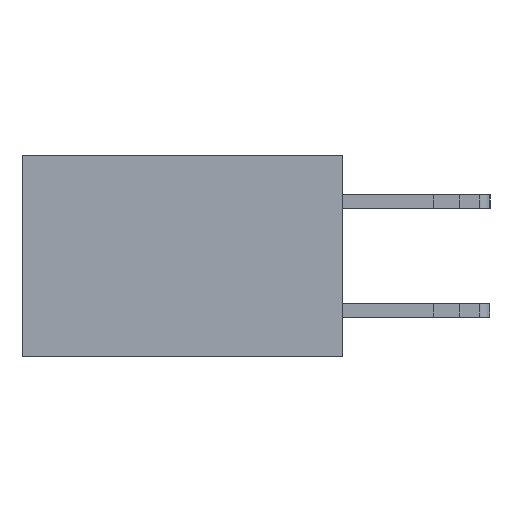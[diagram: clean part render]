
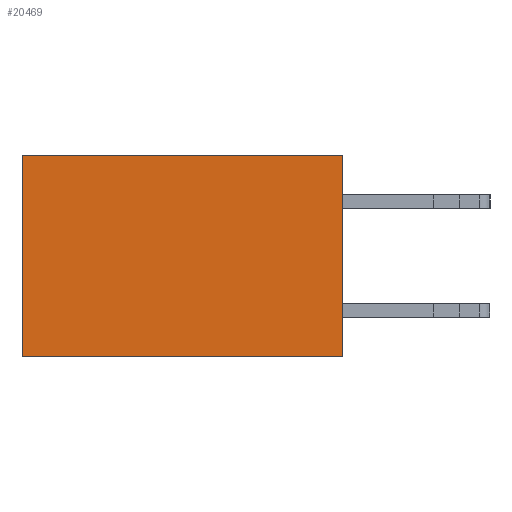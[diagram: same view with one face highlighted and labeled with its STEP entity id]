
A CAD part, left-side view. The second image highlights one B-rep face of the part: STEP entity #20469.
In plain terms, the highlighted planar face has unit normal (-1, 0, 0).
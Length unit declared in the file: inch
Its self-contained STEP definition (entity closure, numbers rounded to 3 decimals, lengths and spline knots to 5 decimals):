
#1104 = DIRECTION ( 'NONE',  ( 1., 0., 0. ) ) ;
#2327 = VERTEX_POINT ( 'NONE', #20834 ) ;
#2642 = DIRECTION ( 'NONE',  ( 0., 0., -1. ) ) ;
#3148 = LINE ( 'NONE', #19478, #21610 ) ;
#3411 = VERTEX_POINT ( 'NONE', #19167 ) ;
#4291 = VECTOR ( 'NONE', #10340, 39.37008 ) ;
#5241 = VERTEX_POINT ( 'NONE', #14243 ) ;
#5287 = ORIENTED_EDGE ( 'NONE', *, *, #28179, .T. ) ;
#5848 = PLANE ( 'NONE',  #26618 ) ;
#6414 = FACE_OUTER_BOUND ( 'NONE', #27473, .T. ) ;
#7233 = LINE ( 'NONE', #18018, #19278 ) ;
#8338 = DIRECTION ( 'NONE',  ( 0., 0., -1. ) ) ;
#9439 = DIRECTION ( 'NONE',  ( 0., 1., 0. ) ) ;
#10340 = DIRECTION ( 'NONE',  ( 0., 1., 0. ) ) ;
#11810 = EDGE_CURVE ( 'NONE', #3411, #5241, #3148, .T. ) ;
#14243 = CARTESIAN_POINT ( 'NONE',  ( 0.277, 0.59, -0.37 ) ) ;
#15368 = CARTESIAN_POINT ( 'NONE',  ( 0.277, 0., 0. ) ) ;
#17248 = ORIENTED_EDGE ( 'NONE', *, *, #28605, .F. ) ;
#17945 = DIRECTION ( 'NONE',  ( 0., 0., -1. ) ) ;
#18018 = CARTESIAN_POINT ( 'NONE',  ( 0.277, 0., -0.37 ) ) ;
#19120 = ORIENTED_EDGE ( 'NONE', *, *, #24995, .F. ) ;
#19167 = CARTESIAN_POINT ( 'NONE',  ( 0.277, 0.59, 0. ) ) ;
#19278 = VECTOR ( 'NONE', #8338, 39.37008 ) ;
#19478 = CARTESIAN_POINT ( 'NONE',  ( 0.277, 0.59, -0.37 ) ) ;
#20469 = ADVANCED_FACE ( 'NONE', ( #6414 ), #5848, .F. ) ;
#20834 = CARTESIAN_POINT ( 'NONE',  ( 0.277, 0., -0.37 ) ) ;
#21414 = CARTESIAN_POINT ( 'NONE',  ( 0.277, 0., 0. ) ) ;
#21610 = VECTOR ( 'NONE', #2642, 39.37008 ) ;
#22699 = CARTESIAN_POINT ( 'NONE',  ( 0.277, 0., -0.37 ) ) ;
#23355 = ORIENTED_EDGE ( 'NONE', *, *, #11810, .T. ) ;
#24995 = EDGE_CURVE ( 'NONE', #2327, #5241, #29949, .T. ) ;
#25006 = LINE ( 'NONE', #21414, #30639 ) ;
#26618 = AXIS2_PLACEMENT_3D ( 'NONE', #22699, #1104, #17945 ) ;
#27473 = EDGE_LOOP ( 'NONE', ( #23355, #19120, #17248, #5287 ) ) ;
#28179 = EDGE_CURVE ( 'NONE', #29241, #3411, #25006, .T. ) ;
#28605 = EDGE_CURVE ( 'NONE', #29241, #2327, #7233, .T. ) ;
#29241 = VERTEX_POINT ( 'NONE', #15368 ) ;
#29654 = CARTESIAN_POINT ( 'NONE',  ( 0.277, 0., -0.37 ) ) ;
#29949 = LINE ( 'NONE', #29654, #4291 ) ;
#30639 = VECTOR ( 'NONE', #9439, 39.37008 ) ;
